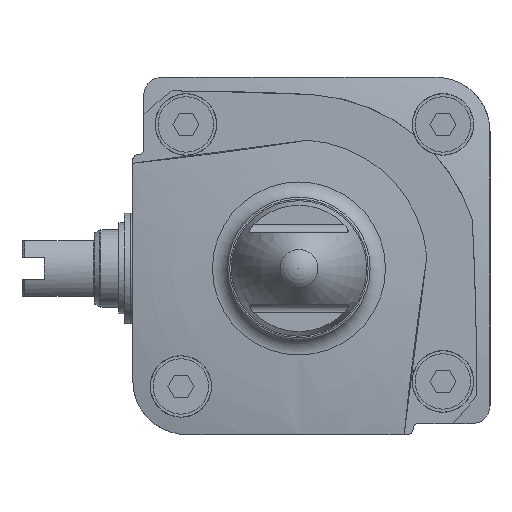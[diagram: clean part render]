
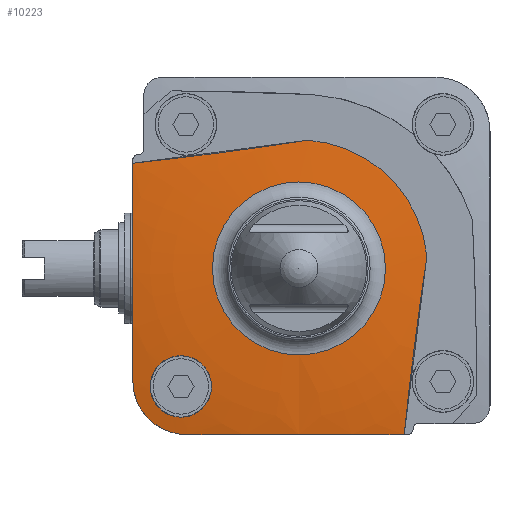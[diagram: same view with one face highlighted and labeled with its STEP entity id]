
A CAD part, left-side view. The second image highlights one B-rep face of the part: STEP entity #10223.
In plain terms, the highlighted toroidal (fillet/blend) face has major radius 8.49 mm and minor radius 139.85 mm.
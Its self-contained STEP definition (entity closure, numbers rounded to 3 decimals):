
#1567=B_SPLINE_CURVE_WITH_KNOTS('',3,(#14779,#14780,#14781,#14782,#14783),
 .UNSPECIFIED.,.F.,.F.,(4,1,4),(0.878,0.898,0.918),
 .UNSPECIFIED.);
#1568=B_SPLINE_CURVE_WITH_KNOTS('',3,(#14786,#14787,#14788,#14789,#14790),
 .UNSPECIFIED.,.F.,.F.,(4,1,4),(0.,0.016,
0.033),.UNSPECIFIED.);
#1569=B_SPLINE_CURVE_WITH_KNOTS('',3,(#14794,#14795,#14796,#14797,#14798),
 .UNSPECIFIED.,.F.,.F.,(4,1,4),(0.,0.016,
0.032),.UNSPECIFIED.);
#1570=B_SPLINE_CURVE_WITH_KNOTS('',3,(#14800,#14801,#14802,#14803,#14804),
 .UNSPECIFIED.,.F.,.F.,(4,1,4),(0.879,0.899,0.918),
 .UNSPECIFIED.);
#1571=B_SPLINE_CURVE_WITH_KNOTS('',3,(#14806,#14807,#14808,#14809,#14810,
#14811,#14812),.UNSPECIFIED.,.F.,.F.,(4,1,1,1,4),(0.,0.004,
0.008,0.011,0.015),
 .UNSPECIFIED.);
#1572=B_SPLINE_CURVE_WITH_KNOTS('',3,(#14813,#14814,#14815,#14816,#14817,
#14818,#14819,#14820,#14821,#14822,#14823),.UNSPECIFIED.,.T.,.F.,(1,1,1,
1,1,1,1,1,1,1,1,1,1,1,1),(-0.013,-0.009,-0.004,
0.,0.004,0.009,0.013,
0.017,0.022,0.026,0.031,
0.035,0.039,0.044,0.048),
 .UNSPECIFIED.);
#2101=ORIENTED_EDGE('',*,*,#4013,.T.);
#2102=ORIENTED_EDGE('',*,*,#4014,.T.);
#2103=ORIENTED_EDGE('',*,*,#4015,.T.);
#2104=ORIENTED_EDGE('',*,*,#4016,.F.);
#2105=ORIENTED_EDGE('',*,*,#4017,.T.);
#2106=ORIENTED_EDGE('',*,*,#4018,.T.);
#2107=ORIENTED_EDGE('',*,*,#4019,.T.);
#2108=ORIENTED_EDGE('',*,*,#4020,.T.);
#4013=EDGE_CURVE('',#4934,#4934,#5465,.T.);
#4014=EDGE_CURVE('',#4935,#4936,#1567,.T.);
#4015=EDGE_CURVE('',#4936,#4937,#1568,.T.);
#4016=EDGE_CURVE('',#4938,#4937,#5466,.T.);
#4017=EDGE_CURVE('',#4938,#4939,#1569,.T.);
#4018=EDGE_CURVE('',#4939,#4940,#1570,.T.);
#4019=EDGE_CURVE('',#4940,#4935,#1571,.T.);
#4020=EDGE_CURVE('',#4941,#4941,#1572,.T.);
#4934=VERTEX_POINT('',#14778);
#4935=VERTEX_POINT('',#14784);
#4936=VERTEX_POINT('',#14785);
#4937=VERTEX_POINT('',#14791);
#4938=VERTEX_POINT('',#14793);
#4939=VERTEX_POINT('',#14799);
#4940=VERTEX_POINT('',#14805);
#4941=VERTEX_POINT('',#14824);
#5465=CIRCLE('',#10784,15.621);
#5466=CIRCLE('',#10785,23.21);
#5830=EDGE_LOOP('',(#2101));
#5831=EDGE_LOOP('',(#2102,#2103,#2104,#2105,#2106,#2107));
#5832=EDGE_LOOP('',(#2108));
#6438=FACE_BOUND('',#5830,.T.);
#6439=FACE_BOUND('',#5831,.T.);
#6440=FACE_BOUND('',#5832,.T.);
#6969=DEGENERATE_TOROIDAL_SURFACE('',#10783,8.49,139.85,.T.);
#10223=ADVANCED_FACE('',(#6438,#6439,#6440),#6969,.T.);
#10783=AXIS2_PLACEMENT_3D('',#14776,#11953,#11954);
#10784=AXIS2_PLACEMENT_3D('',#14777,#11955,#11956);
#10785=AXIS2_PLACEMENT_3D('',#14792,#11957,#11958);
#11953=DIRECTION('',(1.,0.,0.));
#11954=DIRECTION('',(0.,0.,-1.));
#11955=DIRECTION('',(1.,0.,0.));
#11956=DIRECTION('',(0.,0.,-1.));
#11957=DIRECTION('',(1.,0.,0.));
#11958=DIRECTION('',(0.,0.,-1.));
#14776=CARTESIAN_POINT('',(65.74,0.,0.));
#14777=CARTESIAN_POINT('',(-73.928,0.,0.));
#14778=CARTESIAN_POINT('',(-73.928,0.,-15.621));
#14779=CARTESIAN_POINT('',(-71.338,20.25,-30.));
#14780=CARTESIAN_POINT('',(-72.071,13.77,-30.));
#14781=CARTESIAN_POINT('',(-72.774,0.613,-30.));
#14782=CARTESIAN_POINT('',(-72.161,-12.485,-30.));
#14783=CARTESIAN_POINT('',(-71.475,-18.997,-30.));
#14784=CARTESIAN_POINT('',(-71.338,20.25,-30.));
#14785=CARTESIAN_POINT('',(-71.475,-18.997,-30.));
#14786=CARTESIAN_POINT('',(-71.475,-18.997,-30.));
#14787=CARTESIAN_POINT('',(-72.306,-19.558,-24.648));
#14788=CARTESIAN_POINT('',(-73.355,-20.804,-13.924));
#14789=CARTESIAN_POINT('',(-73.472,-22.297,-3.178));
#14790=CARTESIAN_POINT('',(-73.333,-23.106,2.198));
#14791=CARTESIAN_POINT('',(-73.333,-23.106,2.198));
#14792=CARTESIAN_POINT('',(-73.333,0.,0.));
#14793=CARTESIAN_POINT('',(-73.333,-1.564,23.157));
#14794=CARTESIAN_POINT('',(-73.333,-1.564,23.157));
#14795=CARTESIAN_POINT('',(-73.457,3.699,22.341));
#14796=CARTESIAN_POINT('',(-73.326,14.225,20.832));
#14797=CARTESIAN_POINT('',(-72.287,24.764,19.563));
#14798=CARTESIAN_POINT('',(-71.476,30.,18.992));
#14799=CARTESIAN_POINT('',(-71.476,30.,18.992));
#14800=CARTESIAN_POINT('',(-71.476,30.,18.992));
#14801=CARTESIAN_POINT('',(-72.159,30.,12.505));
#14802=CARTESIAN_POINT('',(-72.773,30.,-0.658));
#14803=CARTESIAN_POINT('',(-72.074,30.,-13.745));
#14804=CARTESIAN_POINT('',(-71.338,30.,-20.25));
#14805=CARTESIAN_POINT('',(-71.338,30.,-20.25));
#14806=CARTESIAN_POINT('',(-71.338,30.,-20.25));
#14807=CARTESIAN_POINT('',(-71.193,30.,-21.532));
#14808=CARTESIAN_POINT('',(-70.961,29.496,-24.066));
#14809=CARTESIAN_POINT('',(-70.835,27.327,-27.323));
#14810=CARTESIAN_POINT('',(-70.96,24.078,-29.491));
#14811=CARTESIAN_POINT('',(-71.193,21.532,-30.));
#14812=CARTESIAN_POINT('',(-71.338,20.25,-30.));
#14813=CARTESIAN_POINT('',(-73.016,15.154,-21.289));
#14814=CARTESIAN_POINT('',(-72.359,16.94,-25.623));
#14815=CARTESIAN_POINT('',(-71.652,21.238,-27.452));
#14816=CARTESIAN_POINT('',(-71.339,25.627,-25.693));
#14817=CARTESIAN_POINT('',(-71.642,27.455,-21.321));
#14818=CARTESIAN_POINT('',(-72.346,25.678,-16.998));
#14819=CARTESIAN_POINT('',(-73.006,21.384,-15.158));
#14820=CARTESIAN_POINT('',(-73.266,16.985,-16.914));
#14821=CARTESIAN_POINT('',(-73.016,15.154,-21.289));
#14822=CARTESIAN_POINT('',(-72.359,16.94,-25.623));
#14823=CARTESIAN_POINT('',(-71.652,21.238,-27.452));
#14824=CARTESIAN_POINT('',(-72.35,17.359,-25.205));
